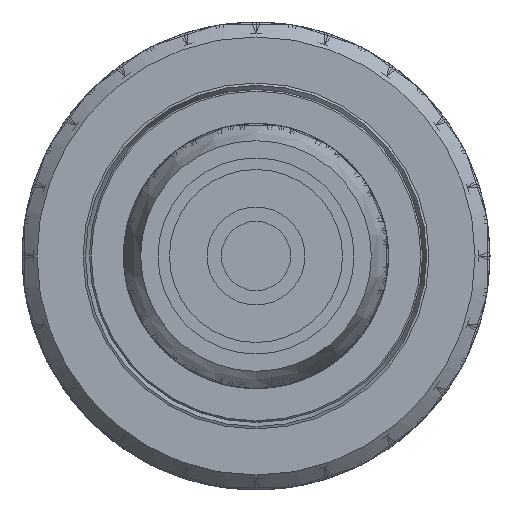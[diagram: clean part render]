
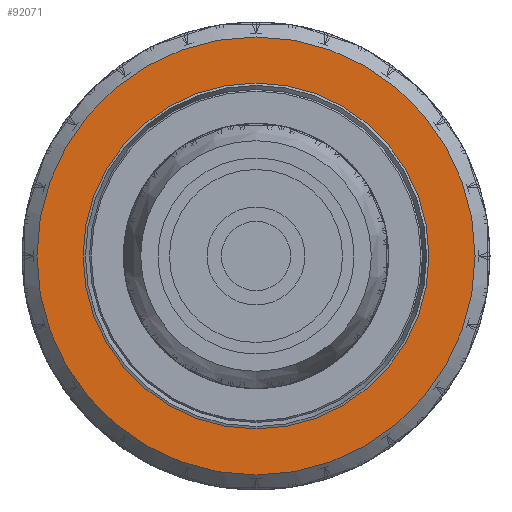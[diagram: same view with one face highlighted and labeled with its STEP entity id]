
A CAD part, left-side view. The second image highlights one B-rep face of the part: STEP entity #92071.
In plain terms, the highlighted planar face has unit normal (-1, 0, 0).
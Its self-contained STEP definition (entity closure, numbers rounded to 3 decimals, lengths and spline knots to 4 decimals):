
#16313=CIRCLE('',#152604,1.5);
#16315=CIRCLE('',#152607,1.9);
#16944=ORIENTED_EDGE('',*,*,#47554,.F.);
#16945=ORIENTED_EDGE('',*,*,#47556,.T.);
#47554=EDGE_CURVE('',#62867,#62867,#16313,.T.);
#47556=EDGE_CURVE('',#62869,#62869,#16315,.T.);
#62867=VERTEX_POINT('',#158688);
#62869=VERTEX_POINT('',#158693);
#76702=EDGE_LOOP('',(#16944));
#76703=EDGE_LOOP('',(#16945));
#84324=FACE_BOUND('',#76702,.T.);
#84325=FACE_BOUND('',#76703,.T.);
#91929=PLANE('',#152609);
#92071=ADVANCED_FACE('',(#84324,#84325),#91929,.T.);
#152604=AXIS2_PLACEMENT_3D('',#158687,#154572,#154573);
#152607=AXIS2_PLACEMENT_3D('',#158692,#154578,#154579);
#152609=AXIS2_PLACEMENT_3D('',#158695,#154582,#154583);
#154572=DIRECTION('',(-1.,0.,0.));
#154573=DIRECTION('',(0.,0.,-1.));
#154578=DIRECTION('',(-1.,0.,0.));
#154579=DIRECTION('',(0.,0.,-1.));
#154582=DIRECTION('',(-1.,0.,0.));
#154583=DIRECTION('',(0.,1.,0.));
#158687=CARTESIAN_POINT('',(-24.215,0.,0.));
#158688=CARTESIAN_POINT('',(-24.215,0.,-1.5));
#158692=CARTESIAN_POINT('',(-24.215,0.,0.));
#158693=CARTESIAN_POINT('',(-24.215,0.,-1.9));
#158695=CARTESIAN_POINT('',(-24.215,0.,0.));
